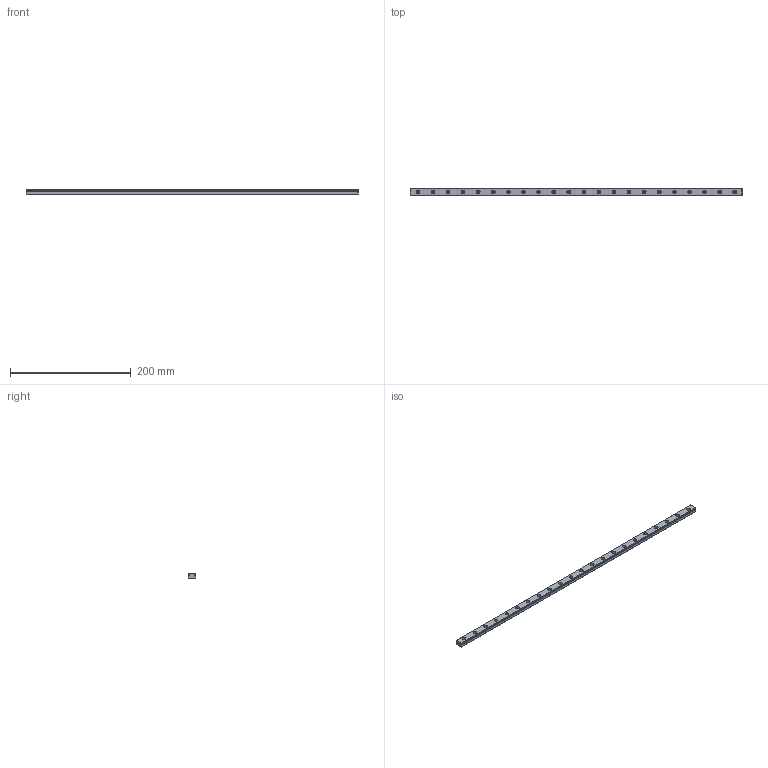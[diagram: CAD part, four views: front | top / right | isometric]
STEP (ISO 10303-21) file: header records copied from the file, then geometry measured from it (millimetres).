
FILE_DESCRIPTION (( 'STEP AP214' ), '1' );
FILE_NAME ('Rail 550mm.step', '2019-11-11T12:29:34', ( '' ), ( '' ), 'SwSTEP 2.0', 'SolidWorks 2019', '' );
FILE_SCHEMA (( 'AUTOMOTIVE_DESIGN' ));
Length unit declared in the file: millimetre
Products named in the file (1): Rail 550mm
Bounding box: 550 x 12 x 8 mm (x, y, z)
Volume: 46511.8 mm3; surface area: 26564 mm2
Topology: 1 solids, 1 shells, 156 faces, 380 edges, 240 vertices
Faces by surface type: cylinder 108, plane 40, sphere 8
Entity records: 5030 total; most frequent: DIRECTION 894, CARTESIAN_POINT 793, ORIENTED_EDGE 744, AXIS2_PLACEMENT_3D 373, EDGE_CURVE 372, VERTEX_POINT 240, EDGE_LOOP 222, CIRCLE 216
